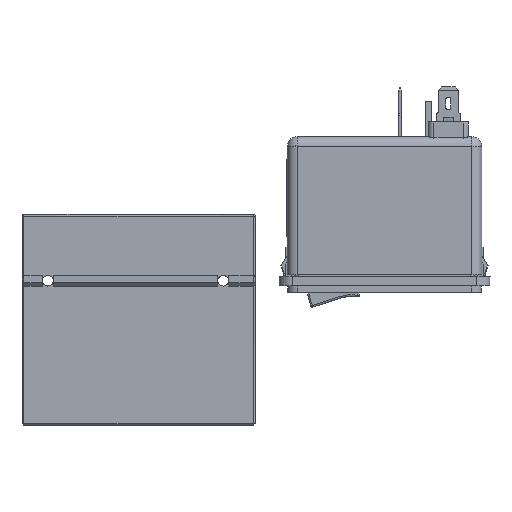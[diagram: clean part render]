
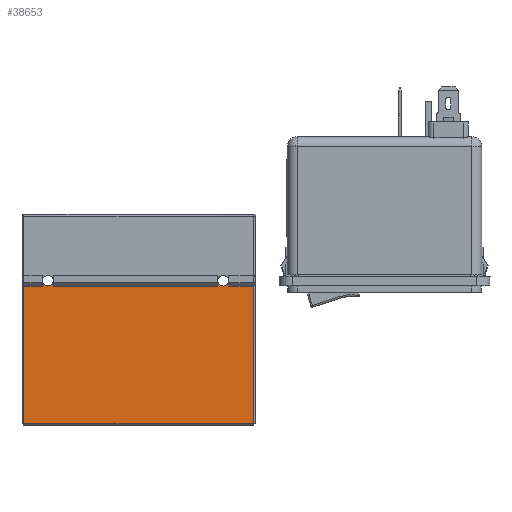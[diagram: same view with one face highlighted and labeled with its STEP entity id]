
A CAD part, front view. The second image highlights one B-rep face of the part: STEP entity #38653.
In plain terms, the highlighted planar face has unit normal (0, -1, 0).
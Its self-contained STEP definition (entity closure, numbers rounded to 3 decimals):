
#1930=PLANE('',#40716);
#3456=CIRCLE('',#40715,1.65);
#3457=CIRCLE('',#40717,1.65);
#4030=LINE('',#52903,#8641);
#4031=LINE('',#52905,#8642);
#4032=LINE('',#52907,#8643);
#4033=LINE('',#52908,#8644);
#4034=LINE('',#52910,#8645);
#4035=LINE('',#52912,#8646);
#4036=LINE('',#52913,#8647);
#4037=LINE('',#52916,#8648);
#4038=LINE('',#52918,#8649);
#4039=LINE('',#52919,#8650);
#8641=VECTOR('',#43258,10.);
#8642=VECTOR('',#43259,1000.);
#8643=VECTOR('',#43260,1000.);
#8644=VECTOR('',#43261,1000.);
#8645=VECTOR('',#43262,1000.);
#8646=VECTOR('',#43263,10.);
#8647=VECTOR('',#43264,1000.);
#8648=VECTOR('',#43267,1000.);
#8649=VECTOR('',#43268,1000.);
#8650=VECTOR('',#43269,1000.);
#13454=FACE_OUTER_BOUND('',#15454,.T.);
#15454=EDGE_LOOP('',(#27518,#27519,#27520,#27521,#27522,#27523,#27524,#27525,
#27526,#27527,#27528,#27529));
#18065=VERTEX_POINT('',#52869);
#18066=VERTEX_POINT('',#52871);
#18069=VERTEX_POINT('',#52877);
#18070=VERTEX_POINT('',#52879);
#18075=VERTEX_POINT('',#52901);
#18076=VERTEX_POINT('',#52902);
#18077=VERTEX_POINT('',#52904);
#18078=VERTEX_POINT('',#52906);
#18079=VERTEX_POINT('',#52909);
#18080=VERTEX_POINT('',#52911);
#18081=VERTEX_POINT('',#52915);
#18082=VERTEX_POINT('',#52917);
#21785=EDGE_CURVE('',#18070,#18069,#3456,.T.);
#21786=EDGE_CURVE('',#18075,#18076,#4030,.T.);
#21787=EDGE_CURVE('',#18075,#18077,#4031,.T.);
#21788=EDGE_CURVE('',#18077,#18078,#4032,.T.);
#21789=EDGE_CURVE('',#18078,#18070,#4033,.T.);
#21790=EDGE_CURVE('',#18069,#18079,#4034,.T.);
#21791=EDGE_CURVE('',#18079,#18080,#4035,.T.);
#21792=EDGE_CURVE('',#18080,#18066,#4036,.T.);
#21793=EDGE_CURVE('',#18066,#18065,#3457,.T.);
#21794=EDGE_CURVE('',#18065,#18081,#4037,.T.);
#21795=EDGE_CURVE('',#18081,#18082,#4038,.T.);
#21796=EDGE_CURVE('',#18076,#18082,#4039,.T.);
#27518=ORIENTED_EDGE('',*,*,#21786,.F.);
#27519=ORIENTED_EDGE('',*,*,#21787,.T.);
#27520=ORIENTED_EDGE('',*,*,#21788,.T.);
#27521=ORIENTED_EDGE('',*,*,#21789,.T.);
#27522=ORIENTED_EDGE('',*,*,#21785,.T.);
#27523=ORIENTED_EDGE('',*,*,#21790,.T.);
#27524=ORIENTED_EDGE('',*,*,#21791,.T.);
#27525=ORIENTED_EDGE('',*,*,#21792,.T.);
#27526=ORIENTED_EDGE('',*,*,#21793,.T.);
#27527=ORIENTED_EDGE('',*,*,#21794,.T.);
#27528=ORIENTED_EDGE('',*,*,#21795,.T.);
#27529=ORIENTED_EDGE('',*,*,#21796,.F.);
#38653=ADVANCED_FACE('',(#13454),#1930,.T.);
#40715=AXIS2_PLACEMENT_3D('',#52899,#43254,#43255);
#40716=AXIS2_PLACEMENT_3D('',#52900,#43256,#43257);
#40717=AXIS2_PLACEMENT_3D('',#52914,#43265,#43266);
#43254=DIRECTION('center_axis',(0.,1.,0.));
#43255=DIRECTION('ref_axis',(-1.,0.,0.));
#43256=DIRECTION('center_axis',(0.,-1.,0.));
#43257=DIRECTION('ref_axis',(0.,0.,-1.));
#43258=DIRECTION('',(-1.,0.,0.));
#43259=DIRECTION('',(0.,0.,1.));
#43260=DIRECTION('',(-1.,0.,0.));
#43261=DIRECTION('',(0.,0.,1.));
#43262=DIRECTION('',(0.,0.,-1.));
#43263=DIRECTION('',(-1.,0.,0.));
#43264=DIRECTION('',(0.,0.,1.));
#43265=DIRECTION('center_axis',(0.,1.,0.));
#43266=DIRECTION('ref_axis',(-1.,0.,0.));
#43267=DIRECTION('',(0.,0.,-1.));
#43268=DIRECTION('',(-1.,0.,0.));
#43269=DIRECTION('',(0.,0.,1.));
#52869=CARTESIAN_POINT('',(-9.65,0.,40.5));
#52871=CARTESIAN_POINT('',(-6.35,0.,40.5));
#52877=CARTESIAN_POINT('',(44.35,0.,40.5));
#52879=CARTESIAN_POINT('',(47.65,0.,40.5));
#52899=CARTESIAN_POINT('Origin',(46.,0.,40.5));
#52900=CARTESIAN_POINT('Origin',(0.,0.,0.));
#52901=CARTESIAN_POINT('',(55.35,0.,-3.6));
#52902=CARTESIAN_POINT('',(-15.5,0.,-3.6));
#52903=CARTESIAN_POINT('',(32.,0.,-3.6));
#52904=CARTESIAN_POINT('',(55.35,0.,38.85));
#52905=CARTESIAN_POINT('',(55.35,0.,0.));
#52906=CARTESIAN_POINT('',(47.65,0.,38.85));
#52907=CARTESIAN_POINT('',(23.825,0.,38.85));
#52908=CARTESIAN_POINT('',(47.65,0.,37.575));
#52909=CARTESIAN_POINT('',(44.35,0.,38.85));
#52910=CARTESIAN_POINT('',(44.35,0.,35.925));
#52911=CARTESIAN_POINT('',(-6.35,0.,38.85));
#52912=CARTESIAN_POINT('',(32.,0.,38.85));
#52913=CARTESIAN_POINT('',(-6.35,0.,37.575));
#52914=CARTESIAN_POINT('Origin',(-8.,0.,40.5));
#52915=CARTESIAN_POINT('',(-9.65,0.,38.85));
#52916=CARTESIAN_POINT('',(-9.65,0.,35.925));
#52917=CARTESIAN_POINT('',(-15.5,0.,38.85));
#52918=CARTESIAN_POINT('',(-16.,0.,38.85));
#52919=CARTESIAN_POINT('',(-15.5,0.,0.));
